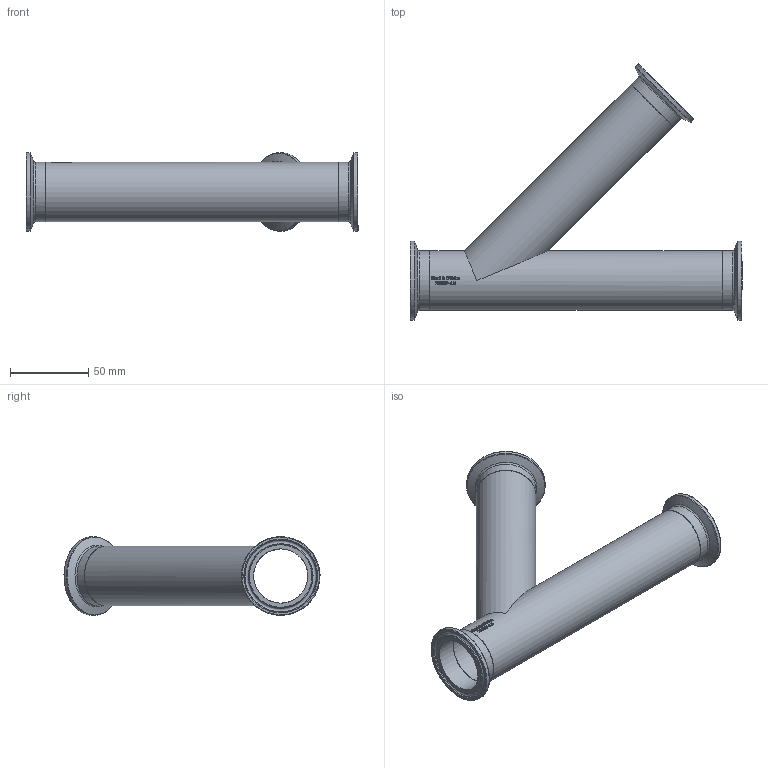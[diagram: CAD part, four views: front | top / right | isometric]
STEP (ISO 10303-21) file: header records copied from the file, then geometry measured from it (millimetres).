
FILE_DESCRIPTION(/* description */ (''),/* implementation_level */ '2;1');
FILE_NAME(/* name */ '28AMP-1.5.stp',/* time_stamp */ '2021-05-05T13:20:07-04:00',/* author */ ('rick'),/* organization */ (''),/* preprocessor_version */ 'ST-DEVELOPER v18',/* originating_system */ 'Autodesk Inventor 2020',/* authorisation */ '');
FILE_SCHEMA (('AUTOMOTIVE_DESIGN { 1 0 10303 214 3 1 1 }'));
Length unit declared in the file: inch
Products named in the file (1): 28AMP-1.5
Bounding box: 212.72 x 164.06 x 50.39 mm (x, y, z)
Volume: 75048.4 mm3; surface area: 86466.6 mm2
Topology: 1 solids, 1 shells, 409 faces, 1147 edges, 785 vertices
Faces by surface type: bspline 171, plane 157, cylinder 48, torus 24, cone 9
Full cylindrical faces by diameter (mm): 34.798 x5, 38.1 x5, 50.394 x3
Entity records: 17331 total; most frequent: CARTESIAN_POINT 7432, ORIENTED_EDGE 2294, DIRECTION 1612, EDGE_CURVE 1147, VERTEX_POINT 785, AXIS2_PLACEMENT_3D 568, LINE 476, VECTOR 476
